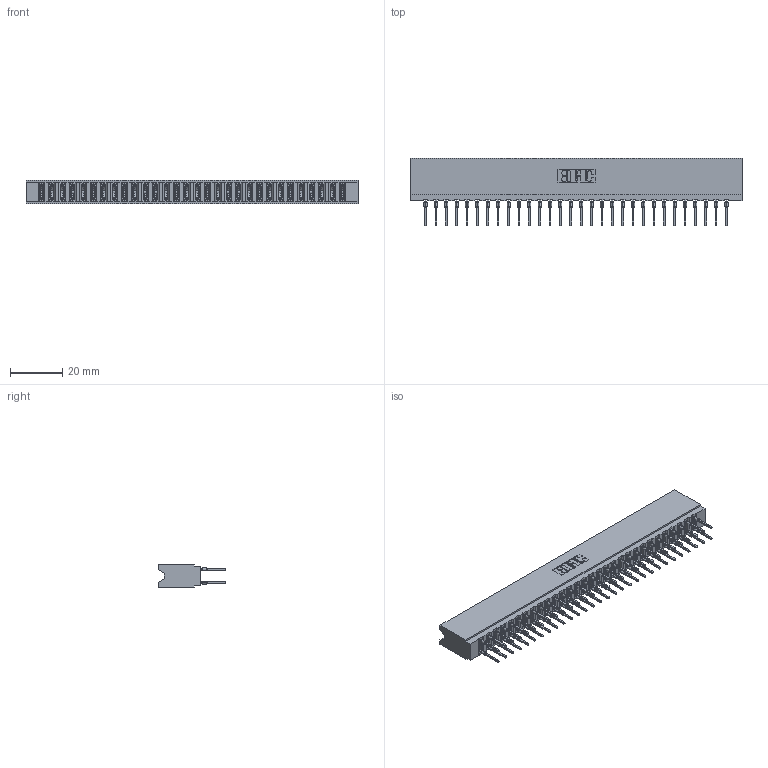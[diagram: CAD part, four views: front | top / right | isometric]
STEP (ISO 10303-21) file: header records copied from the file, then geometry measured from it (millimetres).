
FILE_DESCRIPTION (( 'STEP AP203' ), '1' );
FILE_NAME ('737-060-522-206.STEP', '2026-03-06T00:19:49', ( '' ), ( '' ), 'SwSTEP 2.0', 'SolidWorks 2023', '' );
FILE_SCHEMA (( 'CONFIG_CONTROL_DESIGN' ));
Length unit declared in the file: millimetre
Products named in the file (3): 745-292-001_522; 737 Part_Insulator Option - 06; 737-060-522-206
Assembly tree (61 placements, depth 2):
  737-060-522-206
    737 Part_Insulator Option - 06
    745-292-001_522  x60
Bounding box: 126.75 x 25.92 x 8.89 mm (x, y, z)
Volume: 12585.8 mm3; surface area: 18633.3 mm2
Topology: 61 solids, 61 shells, 5495 faces, 14777 edges, 9290 vertices
Faces by surface type: plane 2845, bspline 1200, cylinder 1090, torus 360
Entity records: 53121 total; most frequent: CARTESIAN_POINT 9728, ORIENTED_EDGE 9140, DIRECTION 7988, EDGE_CURVE 4570, LINE 4208, VECTOR 4208, VERTEX_POINT 2918, AXIS2_PLACEMENT_3D 1890
